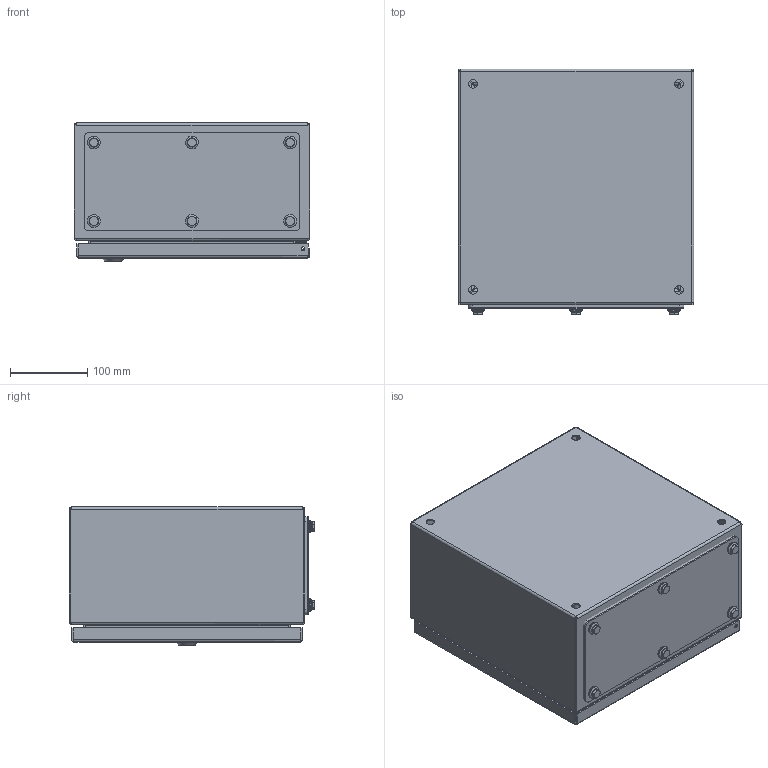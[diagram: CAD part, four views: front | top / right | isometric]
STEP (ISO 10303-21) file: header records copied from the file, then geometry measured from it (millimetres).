
FILE_DESCRIPTION (( 'STEP AP214' ), '1' );
FILE_NAME ('N412121206CGP.STEP', '2020-05-20T12:48:47', ( '' ), ( '' ), 'SwSTEP 2.0', 'SolidWorks 2019', '' );
FILE_SCHEMA (( 'AUTOMOTIVE_DESIGN' ));
Length unit declared in the file: inch
Products named in the file (1): N412121206CGP
Bounding box: 304.8 x 318 x 178.91 mm (x, y, z)
Volume: 1087207.2 mm3; surface area: 1032555.1 mm2
Topology: 63 solids, 63 shells, 1909 faces, 4491 edges, 2725 vertices
Faces by surface type: plane 740, cylinder 600, cone 321, bspline 212, torus 36
Full cylindrical faces by diameter (mm): 2.362 x4, 3.317 x68, 3.5 x4, 3.962 x2, 4.064 x8, 4.166 x68, 4.25 x4, 4.572 x6, 4.775 x6, 5 x1, 5.359 x6, 5.969 x6, 6 x1, 6.35 x16, 6.502 x4, 6.985 x6, 7.137 x18, 7.366 x6, 8.128 x4, 8.382 x8, 8.56 x2, 8.89 x6, 9.144 x4, 9.9 x1, 10 x2, 10.2 x1, 11.05 x1, 11.112 x2, 11.113 x2, 11.125 x6
Entity records: 87196 total; most frequent: CARTESIAN_POINT 22969, DIRECTION 7609, ORIENTED_EDGE 7386, EDGE_CURVE 3693, AXIS2_PLACEMENT_3D 2982, EDGE_LOOP 2643, VERTEX_POINT 2490, FACE_OUTER_BOUND 2239
